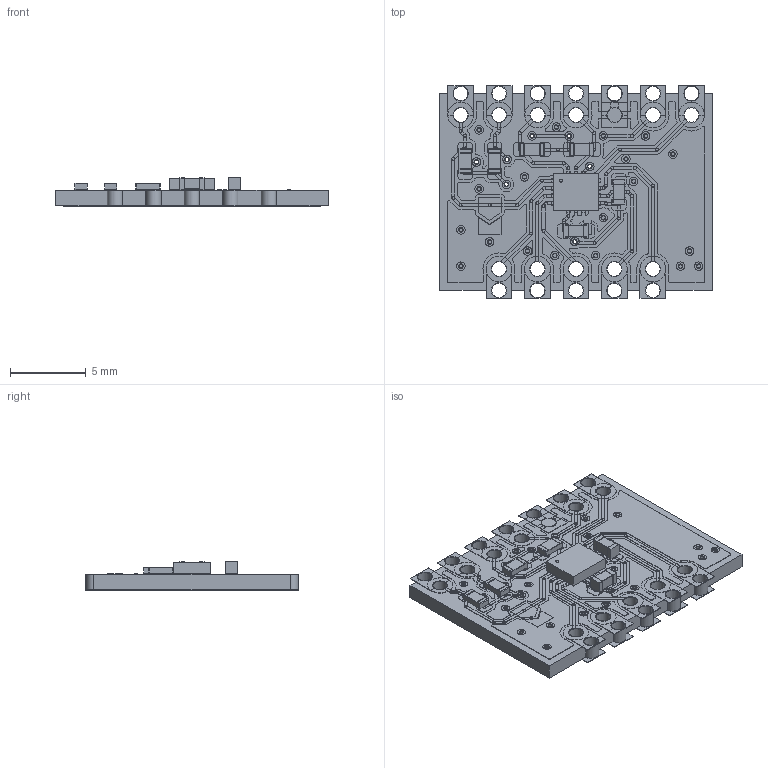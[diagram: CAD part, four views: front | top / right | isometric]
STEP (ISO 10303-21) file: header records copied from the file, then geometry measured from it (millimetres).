
FILE_DESCRIPTION(('KiCad electronic assembly'),'2;1');
FILE_NAME('bmi270.step','2024-06-26T17:41:20',('Pcbnew'),('Kicad'), 'Open CASCADE STEP processor 7.7','KiCad to STEP converter','Unknown' );
FILE_SCHEMA(('AUTOMOTIVE_DESIGN { 1 0 10303 214 1 1 1 1 }'));
Length unit declared in the file: millimetre
Products named in the file (291): bmi270 1; Bosch_LGA-14_3x2.5mm_P0.5mm; Bosch_LGA_14_3x25mm_P05mm; R_0603_1608Metric; C_0603_1608Metric; UNiMOD v2 BMI_track_1; UNiMOD v2 BMI_track_2; UNiMOD v2 BMI_track_3; UNiMOD v2 BMI_track_4; UNiMOD v2 BMI_track_5; UNiMOD v2 BMI_track_6; UNiMOD v2 BMI_track_7; UNiMOD v2 BMI_track_8; UNiMOD v2 BMI_track_9; UNiMOD v2 BMI_track_10; UNiMOD v2 BMI_track_11; UNiMOD v2 BMI_track_12; UNiMOD v2 BMI_track_13; UNiMOD v2 BMI_track_14; UNiMOD v2 BMI_track_15; UNiMOD v2 BMI_track_16; UNiMOD v2 BMI_track_17; UNiMOD v2 BMI_track_18; UNiMOD v2 BMI_track_19; UNiMOD v2 BMI_track_20; UNiMOD v2 BMI_track_21; UNiMOD v2 BMI_track_22; UNiMOD v2 BMI_track_23; UNiMOD v2 BMI_track_24; UNiMOD v2 BMI_track_25; UNiMOD v2 BMI_track_26; UNiMOD v2 BMI_track_27; UNiMOD v2 BMI_track_28; UNiMOD v2 BMI_track_29; UNiMOD v2 BMI_track_30; UNiMOD v2 BMI_track_31; UNiMOD v2 BMI_track_32; UNiMOD v2 BMI_track_33; UNiMOD v2 BMI_track_34; UNiMOD v2 BMI_track_35 ...
Assembly tree (294 placements, depth 3):
  bmi270 1
    Bosch_LGA-14_3x2.5mm_P0.5mm
      Bosch_LGA_14_3x25mm_P05mm
    R_0603_1608Metric  x4
      R_0603_1608Metric
    C_0603_1608Metric  x2
      C_0603_1608Metric
    UNiMOD v2 BMI_track_1
    UNiMOD v2 BMI_track_2
    UNiMOD v2 BMI_track_3
    UNiMOD v2 BMI_track_4
    UNiMOD v2 BMI_track_5
    UNiMOD v2 BMI_track_6
    UNiMOD v2 BMI_track_7
    UNiMOD v2 BMI_track_8
    UNiMOD v2 BMI_track_9
    UNiMOD v2 BMI_track_10
    UNiMOD v2 BMI_track_11
    UNiMOD v2 BMI_track_12
    UNiMOD v2 BMI_track_13
    UNiMOD v2 BMI_track_14
    UNiMOD v2 BMI_track_15
    UNiMOD v2 BMI_track_16
    UNiMOD v2 BMI_track_17
    UNiMOD v2 BMI_track_18
    UNiMOD v2 BMI_track_19
    UNiMOD v2 BMI_track_20
    UNiMOD v2 BMI_track_21
    UNiMOD v2 BMI_track_22
    UNiMOD v2 BMI_track_23
    UNiMOD v2 BMI_track_24
    UNiMOD v2 BMI_track_25
    UNiMOD v2 BMI_track_26
    UNiMOD v2 BMI_track_27
    UNiMOD v2 BMI_track_28
    UNiMOD v2 BMI_track_29
    UNiMOD v2 BMI_track_30
    UNiMOD v2 BMI_track_31
    UNiMOD v2 BMI_track_32
    UNiMOD v2 BMI_track_33
    UNiMOD v2 BMI_track_34
    UNiMOD v2 BMI_track_35
    UNiMOD v2 BMI_track_36
    UNiMOD v2 BMI_track_37
    UNiMOD v2 BMI_track_38
    UNiMOD v2 BMI_track_39
    UNiMOD v2 BMI_track_40
    UNiMOD v2 BMI_track_41
    UNiMOD v2 BMI_track_42
    UNiMOD v2 BMI_track_43
    UNiMOD v2 BMI_track_44
    UNiMOD v2 BMI_track_45
    UNiMOD v2 BMI_track_46
    UNiMOD v2 BMI_track_47
    UNiMOD v2 BMI_track_48
    UNiMOD v2 BMI_track_49
    UNiMOD v2 BMI_track_50
    UNiMOD v2 BMI_track_51
    UNiMOD v2 BMI_track_52
    UNiMOD v2 BMI_track_53
Bounding box: 18 x 14.05 x 1.89 mm (x, y, z)
Volume: 243.1 mm3; surface area: 1611.5 mm2
Topology: 289 solids, 295 shells, 3868 faces, 9785 edges, 6517 vertices
Faces by surface type: plane 3257, cylinder 611
Full cylindrical faces by diameter (mm): 0.2 x1, 0.25 x98, 0.3 x52, 0.56 x52, 0.95 x75, 1 x36, 1.7 x4
Entity records: 120289 total; most frequent: CARTESIAN_POINT 19903, ORIENTED_EDGE 18887, DIRECTION 18770, EDGE_CURVE 9509, LINE 8362, VECTOR 8362, VERTEX_POINT 6337, AXIS2_PLACEMENT_3D 5204
